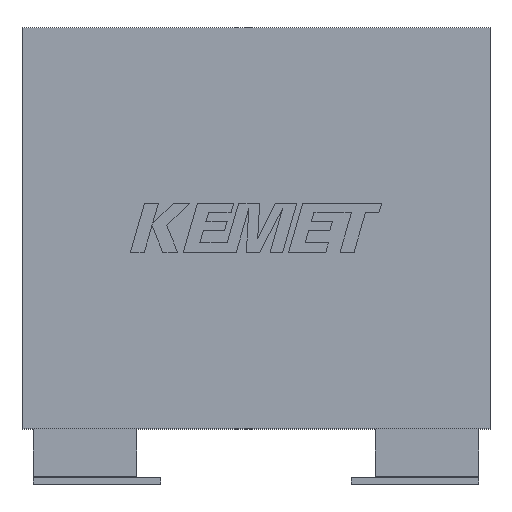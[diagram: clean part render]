
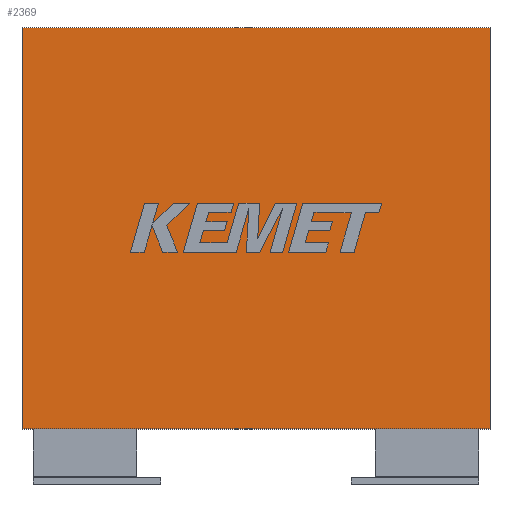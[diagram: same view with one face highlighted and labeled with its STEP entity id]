
A CAD part, top view. The second image highlights one B-rep face of the part: STEP entity #2369.
In plain terms, the highlighted planar face has unit normal (0, 0, 1).
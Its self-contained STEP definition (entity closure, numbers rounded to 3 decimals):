
#198 = EDGE_CURVE ( 'NONE', #423, #3155, #473, .T. ) ;
#262 = VECTOR ( 'NONE', #717, 1000. ) ;
#423 = VERTEX_POINT ( 'NONE', #1986 ) ;
#432 = CARTESIAN_POINT ( 'NONE',  ( 58.7, 0., 35.5 ) ) ;
#473 = LINE ( 'NONE', #432, #1584 ) ;
#489 = LINE ( 'NONE', #2351, #2434 ) ;
#717 = DIRECTION ( 'NONE',  ( 0., -1., 0. ) ) ;
#988 = DIRECTION ( 'NONE',  ( -1., 0., 0. ) ) ;
#998 = LINE ( 'NONE', #2261, #262 ) ;
#1234 = AXIS2_PLACEMENT_3D ( 'NONE', #2624, #2870, #988 ) ;
#1363 = ORIENTED_EDGE ( 'NONE', *, *, #3146, .T. ) ;
#1509 = VECTOR ( 'NONE', #1521, 1000. ) ;
#1519 = ORIENTED_EDGE ( 'NONE', *, *, #2319, .T. ) ;
#1521 = DIRECTION ( 'NONE',  ( -1., 0., 0. ) ) ;
#1584 = VECTOR ( 'NONE', #2606, 1000. ) ;
#1595 = DIRECTION ( 'NONE',  ( 1., 0., 0. ) ) ;
#1784 = VERTEX_POINT ( 'NONE', #2299 ) ;
#1906 = VERTEX_POINT ( 'NONE', #2120 ) ;
#1986 = CARTESIAN_POINT ( 'NONE',  ( 58.7, 0., 35.5 ) ) ;
#2029 = ORIENTED_EDGE ( 'NONE', *, *, #3025, .T. ) ;
#2034 = CARTESIAN_POINT ( 'NONE',  ( 0., 50.3, 35.5 ) ) ;
#2088 = PLANE ( 'NONE',  #1234 ) ;
#2120 = CARTESIAN_POINT ( 'NONE',  ( 0., 50.3, 35.5 ) ) ;
#2140 = EDGE_LOOP ( 'NONE', ( #1519, #1363, #2213, #2029 ) ) ;
#2213 = ORIENTED_EDGE ( 'NONE', *, *, #198, .T. ) ;
#2217 = LINE ( 'NONE', #2034, #1509 ) ;
#2261 = CARTESIAN_POINT ( 'NONE',  ( 0., 0., 35.5 ) ) ;
#2299 = CARTESIAN_POINT ( 'NONE',  ( 0., 0., 35.5 ) ) ;
#2319 = EDGE_CURVE ( 'NONE', #1906, #1784, #998, .T. ) ;
#2351 = CARTESIAN_POINT ( 'NONE',  ( 0., 0., 35.5 ) ) ;
#2369 = ADVANCED_FACE ( 'NONE', ( #2763 ), #2088, .F. ) ;
#2434 = VECTOR ( 'NONE', #1595, 1000. ) ;
#2606 = DIRECTION ( 'NONE',  ( 0., 1., 0. ) ) ;
#2624 = CARTESIAN_POINT ( 'NONE',  ( 0., 0., 35.5 ) ) ;
#2674 = CARTESIAN_POINT ( 'NONE',  ( 58.7, 50.3, 35.5 ) ) ;
#2763 = FACE_OUTER_BOUND ( 'NONE', #2140, .T. ) ;
#2870 = DIRECTION ( 'NONE',  ( 0., 0., -1. ) ) ;
#3025 = EDGE_CURVE ( 'NONE', #3155, #1906, #2217, .T. ) ;
#3146 = EDGE_CURVE ( 'NONE', #1784, #423, #489, .T. ) ;
#3155 = VERTEX_POINT ( 'NONE', #2674 ) ;
